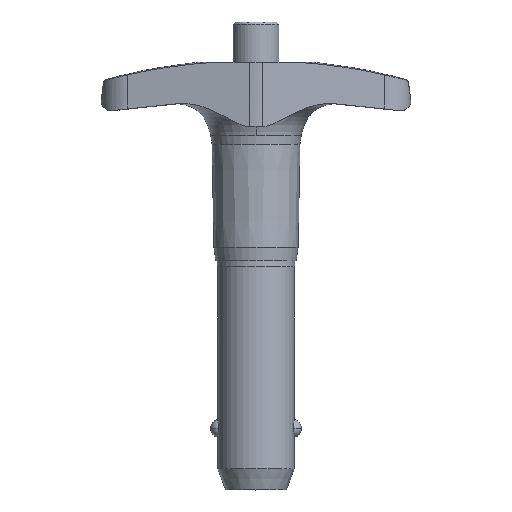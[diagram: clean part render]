
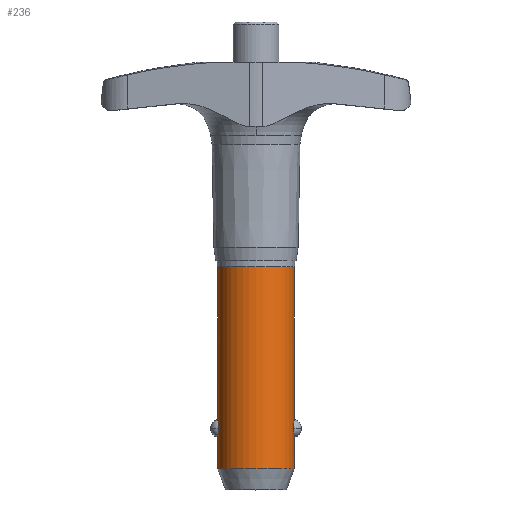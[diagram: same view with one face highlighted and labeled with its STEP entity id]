
A CAD part, top view. The second image highlights one B-rep face of the part: STEP entity #236.
In plain terms, the highlighted cylindrical face has radius 6.35 mm (diameter 12.7 mm), a partial arc.
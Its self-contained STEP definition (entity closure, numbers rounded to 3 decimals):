
#236=ADVANCED_FACE('',(#476),#477,.T.);
#476=FACE_OUTER_BOUND('',#711,.T.);
#477=CYLINDRICAL_SURFACE('',#712,6.35);
#711=EDGE_LOOP('',(#1395,#1396,#1397,#1398,#1399,#1400,#1401,#1402,#1403,#1404));
#712=AXIS2_PLACEMENT_3D('',#1405,#1406,#1407);
#1395=ORIENTED_EDGE('',*,*,#1619,.T.);
#1396=ORIENTED_EDGE('',*,*,#1495,.T.);
#1397=ORIENTED_EDGE('',*,*,#1694,.T.);
#1398=ORIENTED_EDGE('',*,*,#1624,.T.);
#1399=ORIENTED_EDGE('',*,*,#1699,.F.);
#1400=ORIENTED_EDGE('',*,*,#1622,.T.);
#1401=ORIENTED_EDGE('',*,*,#1648,.T.);
#1402=ORIENTED_EDGE('',*,*,#1547,.T.);
#1403=ORIENTED_EDGE('',*,*,#1620,.T.);
#1404=ORIENTED_EDGE('',*,*,#1555,.T.);
#1405=CARTESIAN_POINT('',(0.0,-18.542,0.0));
#1406=DIRECTION('',(-0.0,1.0,0.0));
#1407=DIRECTION('',(1.0,0.0,0.0));
#1495=EDGE_CURVE('',#1822,#1820,#1823,.T.);
#1547=EDGE_CURVE('',#1907,#1910,#1912,.T.);
#1555=EDGE_CURVE('',#1924,#1922,#1925,.T.);
#1619=EDGE_CURVE('',#1922,#1822,#2017,.T.);
#1620=EDGE_CURVE('',#1910,#1924,#2018,.T.);
#1622=EDGE_CURVE('',#2021,#2019,#2022,.T.);
#1624=EDGE_CURVE('',#2025,#2023,#2026,.T.);
#1648=EDGE_CURVE('',#2019,#1907,#2058,.T.);
#1694=EDGE_CURVE('',#1820,#2025,#2113,.T.);
#1699=EDGE_CURVE('',#2021,#2023,#2118,.T.);
#1820=VERTEX_POINT('',#2487);
#1822=VERTEX_POINT('',#2489);
#1823=B_SPLINE_CURVE_WITH_KNOTS('',3,(#2490,#2491,#2492,#2493,#2494,#2495,#2496,#2497,#2498,#2499,#2500,#2501,#2502,#2503),.UNSPECIFIED.,.F.,.F.,(4,2,2,2,2,2,4),(2.221,2.596,2.971,3.2,3.429,3.935,4.442),.UNSPECIFIED.);
#1907=VERTEX_POINT('',#2729);
#1910=VERTEX_POINT('',#2732);
#1912=B_SPLINE_CURVE_WITH_KNOTS('',3,(#2747,#2748,#2749,#2750,#2751,#2752,#2753,#2754,#2755,#2756,#2757,#2758,#2759,#2760),.UNSPECIFIED.,.F.,.F.,(4,2,2,2,2,2,4),(0.0,0.507,1.013,1.242,1.471,1.846,2.221),.UNSPECIFIED.);
#1922=VERTEX_POINT('',#2814);
#1924=VERTEX_POINT('',#2817);
#1925=CIRCLE('',#2818,6.35);
#2017=LINE('',#3316,#3317);
#2018=LINE('',#3318,#3319);
#2019=VERTEX_POINT('',#3320);
#2021=VERTEX_POINT('',#3335);
#2022=LINE('',#3336,#3337);
#2023=VERTEX_POINT('',#3338);
#2025=VERTEX_POINT('',#3340);
#2026=LINE('',#3341,#3342);
#2058=B_SPLINE_CURVE_WITH_KNOTS('',3,(#3526,#3527,#3528,#3529,#3530,#3531,#3532,#3533,#3534,#3535,#3536,#3537,#3538,#3539),.UNSPECIFIED.,.F.,.F.,(4,2,2,2,2,2,4),(6.663,7.038,7.413,7.642,7.871,8.377,8.884),.UNSPECIFIED.);
#2113=B_SPLINE_CURVE_WITH_KNOTS('',3,(#3798,#3799,#3800,#3801,#3802,#3803,#3804,#3805,#3806,#3807,#3808,#3809,#3810,#3811),.UNSPECIFIED.,.F.,.F.,(4,2,2,2,2,2,4),(4.442,4.948,5.455,5.684,5.912,6.288,6.663),.UNSPECIFIED.);
#2118=CIRCLE('',#3846,6.35);
#2487=CARTESIAN_POINT('',(6.172,-26.868,1.495));
#2489=CARTESIAN_POINT('',(6.35,-28.337,0.));
#2490=CARTESIAN_POINT('',(6.35,-28.337,0.0));
#2491=CARTESIAN_POINT('',(6.35,-28.337,0.125));
#2492=CARTESIAN_POINT('',(6.346,-28.321,0.261));
#2493=CARTESIAN_POINT('',(6.33,-28.252,0.522));
#2494=CARTESIAN_POINT('',(6.318,-28.199,0.648));
#2495=CARTESIAN_POINT('',(6.297,-28.1,0.822));
#2496=CARTESIAN_POINT('',(6.288,-28.053,0.891));
#2497=CARTESIAN_POINT('',(6.268,-27.949,1.019));
#2498=CARTESIAN_POINT('',(6.258,-27.891,1.079));
#2499=CARTESIAN_POINT('',(6.229,-27.709,1.24));
#2500=CARTESIAN_POINT('',(6.208,-27.554,1.336));
#2501=CARTESIAN_POINT('',(6.179,-27.218,1.464));
#2502=CARTESIAN_POINT('',(6.172,-27.037,1.495));
#2503=CARTESIAN_POINT('',(6.172,-26.868,1.495));
#2729=CARTESIAN_POINT('',(-6.172,-26.868,1.495));
#2732=CARTESIAN_POINT('',(-6.35,-28.337,0.));
#2747=CARTESIAN_POINT('',(-6.172,-26.868,1.495));
#2748=CARTESIAN_POINT('',(-6.172,-27.037,1.495));
#2749=CARTESIAN_POINT('',(-6.179,-27.218,1.464));
#2750=CARTESIAN_POINT('',(-6.208,-27.554,1.336));
#2751=CARTESIAN_POINT('',(-6.229,-27.709,1.24));
#2752=CARTESIAN_POINT('',(-6.258,-27.891,1.079));
#2753=CARTESIAN_POINT('',(-6.268,-27.949,1.019));
#2754=CARTESIAN_POINT('',(-6.288,-28.053,0.891));
#2755=CARTESIAN_POINT('',(-6.297,-28.1,0.822));
#2756=CARTESIAN_POINT('',(-6.318,-28.199,0.648));
#2757=CARTESIAN_POINT('',(-6.33,-28.252,0.522));
#2758=CARTESIAN_POINT('',(-6.346,-28.321,0.261));
#2759=CARTESIAN_POINT('',(-6.35,-28.337,0.125));
#2760=CARTESIAN_POINT('',(-6.35,-28.337,0.));
#2814=CARTESIAN_POINT('',(6.35,-33.579,0.0));
#2817=CARTESIAN_POINT('',(-6.35,-33.579,0.));
#2818=AXIS2_PLACEMENT_3D('',#4056,#4057,#4058);
#3316=CARTESIAN_POINT('',(6.35,-18.542,0.));
#3317=VECTOR('',#4107,1.0);
#3318=CARTESIAN_POINT('',(-6.35,-18.542,0.));
#3319=VECTOR('',#4108,1.0);
#3320=CARTESIAN_POINT('',(-6.35,-25.4,0.));
#3335=CARTESIAN_POINT('',(-6.35,0.0,0.));
#3336=CARTESIAN_POINT('',(-6.35,-18.542,0.));
#3337=VECTOR('',#4109,1.0);
#3338=CARTESIAN_POINT('',(6.35,0.0,0.0));
#3340=CARTESIAN_POINT('',(6.35,-25.4,0.));
#3341=CARTESIAN_POINT('',(6.35,-18.542,0.));
#3342=VECTOR('',#4113,1.0);
#3526=CARTESIAN_POINT('',(-6.35,-25.4,0.));
#3527=CARTESIAN_POINT('',(-6.35,-25.4,0.125));
#3528=CARTESIAN_POINT('',(-6.346,-25.416,0.261));
#3529=CARTESIAN_POINT('',(-6.33,-25.485,0.522));
#3530=CARTESIAN_POINT('',(-6.318,-25.538,0.648));
#3531=CARTESIAN_POINT('',(-6.297,-25.637,0.822));
#3532=CARTESIAN_POINT('',(-6.288,-25.683,0.891));
#3533=CARTESIAN_POINT('',(-6.268,-25.788,1.019));
#3534=CARTESIAN_POINT('',(-6.258,-25.846,1.079));
#3535=CARTESIAN_POINT('',(-6.229,-26.028,1.24));
#3536=CARTESIAN_POINT('',(-6.208,-26.183,1.336));
#3537=CARTESIAN_POINT('',(-6.179,-26.519,1.464));
#3538=CARTESIAN_POINT('',(-6.172,-26.7,1.495));
#3539=CARTESIAN_POINT('',(-6.172,-26.868,1.495));
#3798=CARTESIAN_POINT('',(6.172,-26.868,1.495));
#3799=CARTESIAN_POINT('',(6.172,-26.7,1.495));
#3800=CARTESIAN_POINT('',(6.179,-26.519,1.464));
#3801=CARTESIAN_POINT('',(6.208,-26.183,1.336));
#3802=CARTESIAN_POINT('',(6.229,-26.028,1.24));
#3803=CARTESIAN_POINT('',(6.258,-25.846,1.079));
#3804=CARTESIAN_POINT('',(6.268,-25.788,1.019));
#3805=CARTESIAN_POINT('',(6.288,-25.683,0.891));
#3806=CARTESIAN_POINT('',(6.297,-25.637,0.822));
#3807=CARTESIAN_POINT('',(6.318,-25.538,0.648));
#3808=CARTESIAN_POINT('',(6.33,-25.485,0.522));
#3809=CARTESIAN_POINT('',(6.346,-25.416,0.261));
#3810=CARTESIAN_POINT('',(6.35,-25.4,0.125));
#3811=CARTESIAN_POINT('',(6.35,-25.4,0.));
#3846=AXIS2_PLACEMENT_3D('',#4173,#4174,#4175);
#4056=CARTESIAN_POINT('',(0.0,-33.579,0.0));
#4057=DIRECTION('',(0.,1.0,0.0));
#4058=DIRECTION('',(1.0,0.,0.0));
#4107=DIRECTION('',(0.0,1.0,0.0));
#4108=DIRECTION('',(-0.0,-1.0,-0.0));
#4109=DIRECTION('',(-0.0,-1.0,-0.0));
#4113=DIRECTION('',(0.0,1.0,0.0));
#4173=CARTESIAN_POINT('',(0.0,0.0,0.0));
#4174=DIRECTION('',(-0.0,1.0,0.0));
#4175=DIRECTION('',(1.0,0.0,0.0));
